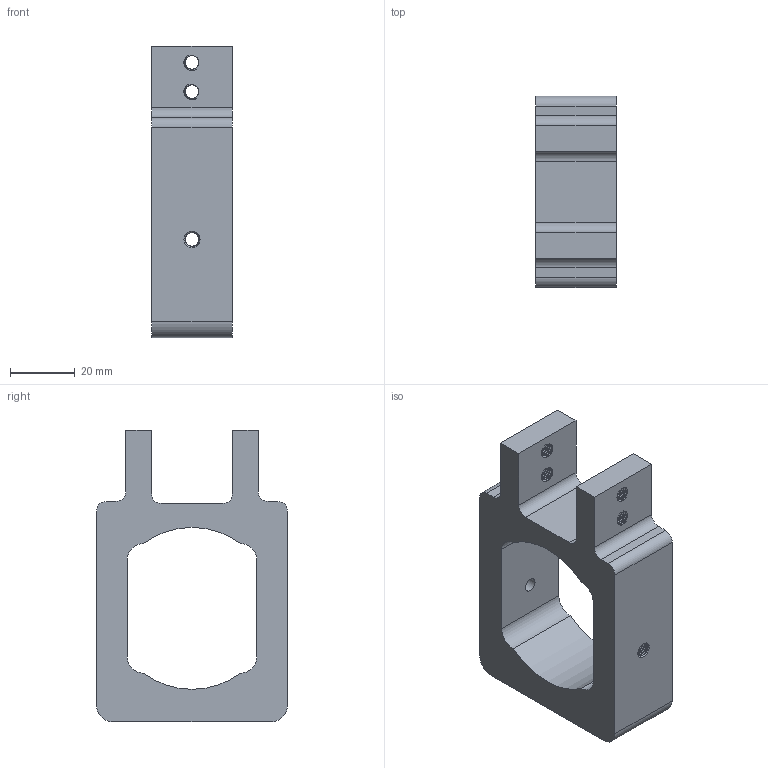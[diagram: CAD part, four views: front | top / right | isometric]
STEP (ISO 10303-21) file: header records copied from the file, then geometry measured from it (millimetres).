
FILE_DESCRIPTION(/* description */ (''),/* implementation_level */ '2;1');
FILE_NAME(/* name */ '31sj2.stp',/* time_stamp */ '2019-05-31T02:13:37+08:00',/* author */ (''),/* organization */ (''),/* preprocessor_version */ 'ST-DEVELOPER v16',/* originating_system */ 'SIEMENS PLM Software NX 10.0',/* authorisation */ '');
FILE_SCHEMA (('CONFIG_CONTROL_DESIGN'));
Length unit declared in the file: millimetre
Products named in the file (1): 31sj1
Bounding box: 25 x 59 x 90 mm (x, y, z)
Volume: 63142.6 mm3; surface area: 18134 mm2
Topology: 1 solids, 1 shells, 74 faces, 214 edges, 142 vertices
Faces by surface type: cylinder 36, plane 24, bspline 12, cone 2
Full cylindrical faces by diameter (mm): 4.2 x10
Entity records: 15368 total; most frequent: CARTESIAN_POINT 13691, ORIENTED_EDGE 356, DIRECTION 284, EDGE_CURVE 178, VERTEX_POINT 120, AXIS2_PLACEMENT_3D 103, EDGE_LOOP 82, LINE 78
